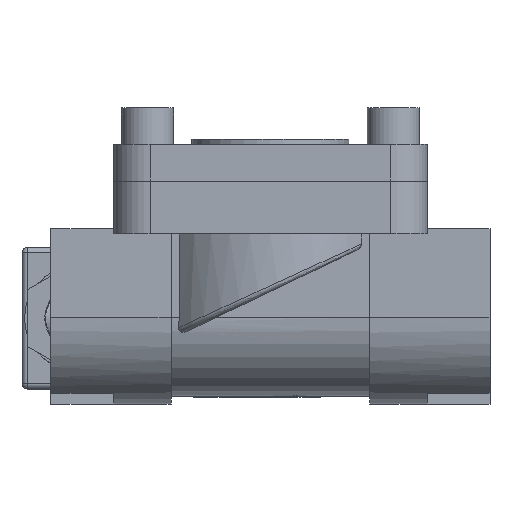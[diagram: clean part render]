
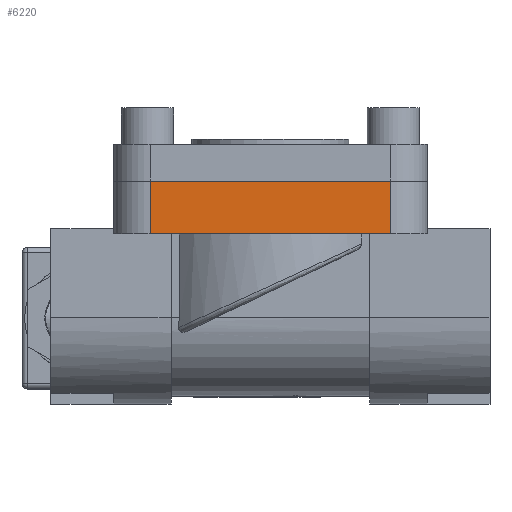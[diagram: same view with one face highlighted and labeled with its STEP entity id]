
A CAD part, top view. The second image highlights one B-rep face of the part: STEP entity #6220.
In plain terms, the highlighted planar face has unit normal (0, 0, 1).
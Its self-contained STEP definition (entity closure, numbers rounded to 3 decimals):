
#324=PLANE('',#6706);
#593=FACE_OUTER_BOUND('',#972,.T.);
#972=EDGE_LOOP('',(#4873,#4874,#4875,#4876));
#1355=LINE('',#9591,#1939);
#1484=LINE('',#9934,#2068);
#1485=LINE('',#9937,#2069);
#1486=LINE('',#9938,#2070);
#1939=VECTOR('',#7498,10.);
#2068=VECTOR('',#7837,10.);
#2069=VECTOR('',#7840,10.);
#2070=VECTOR('',#7841,10.);
#2793=VERTEX_POINT('',#9588);
#2794=VERTEX_POINT('',#9590);
#2903=VERTEX_POINT('',#9932);
#2904=VERTEX_POINT('',#9936);
#3450=EDGE_CURVE('',#2794,#2793,#1355,.T.);
#3617=EDGE_CURVE('',#2793,#2903,#1484,.T.);
#3618=EDGE_CURVE('',#2904,#2903,#1485,.T.);
#3619=EDGE_CURVE('',#2794,#2904,#1486,.T.);
#4873=ORIENTED_EDGE('',*,*,#3450,.T.);
#4874=ORIENTED_EDGE('',*,*,#3617,.T.);
#4875=ORIENTED_EDGE('',*,*,#3618,.F.);
#4876=ORIENTED_EDGE('',*,*,#3619,.F.);
#6220=ADVANCED_FACE('',(#593),#324,.T.);
#6706=AXIS2_PLACEMENT_3D('',#9935,#7838,#7839);
#7498=DIRECTION('',(1.,0.,0.));
#7837=DIRECTION('',(0.,1.,0.));
#7838=DIRECTION('center_axis',(0.,0.,1.));
#7839=DIRECTION('ref_axis',(1.,0.,0.));
#7840=DIRECTION('',(1.,0.,0.));
#7841=DIRECTION('',(0.,1.,0.));
#9588=CARTESIAN_POINT('',(23.,0.,30.));
#9590=CARTESIAN_POINT('',(-23.,0.,30.));
#9591=CARTESIAN_POINT('',(-23.,0.,30.));
#9932=CARTESIAN_POINT('',(23.,10.,30.));
#9934=CARTESIAN_POINT('',(23.,0.,30.));
#9935=CARTESIAN_POINT('Origin',(-23.,0.,30.));
#9936=CARTESIAN_POINT('',(-23.,10.,30.));
#9937=CARTESIAN_POINT('',(-23.,10.,30.));
#9938=CARTESIAN_POINT('',(-23.,0.,30.));
